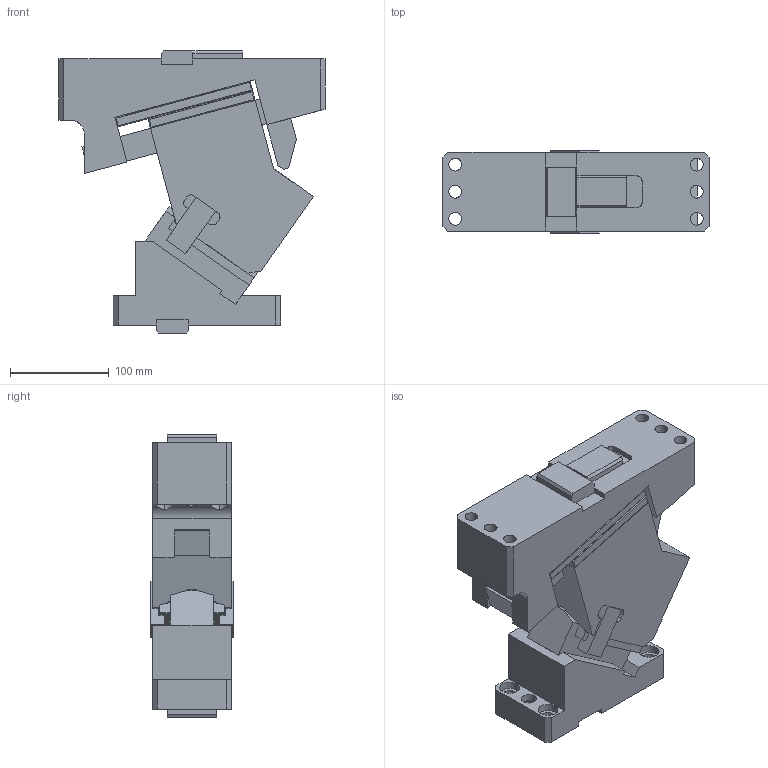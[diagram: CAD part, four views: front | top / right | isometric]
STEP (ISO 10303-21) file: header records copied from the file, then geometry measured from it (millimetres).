
FILE_DESCRIPTION(('CATIA V5 STEP Exchange'),'2;1');
FILE_NAME('CACG_80_35.stp','2015-04-22T07:39:00+00:00',('none'),('none'),'CATIA Version 5 Release 19 SP 2 (IN-10)','CATIA V5 STEP AP203','none');
FILE_SCHEMA(('CONFIG_CONTROL_DESIGN'));
Length unit declared in the file: millimetre
Products named in the file (1): CACG_80_35
Bounding box: 270 x 84 x 287 mm (x, y, z)
Volume: 3438549.4 mm3; surface area: 327497.1 mm2
Topology: 3 solids, 6 shells, 280 faces, 784 edges, 516 vertices
Faces by surface type: plane 215, cylinder 65
Entity records: 10052 total; most frequent: CARTESIAN_POINT 3109, ORIENTED_EDGE 1568, DIRECTION 1162, EDGE_CURVE 784, VECTOR 644, LINE 644, VERTEX_POINT 516, EDGE_LOOP 314
